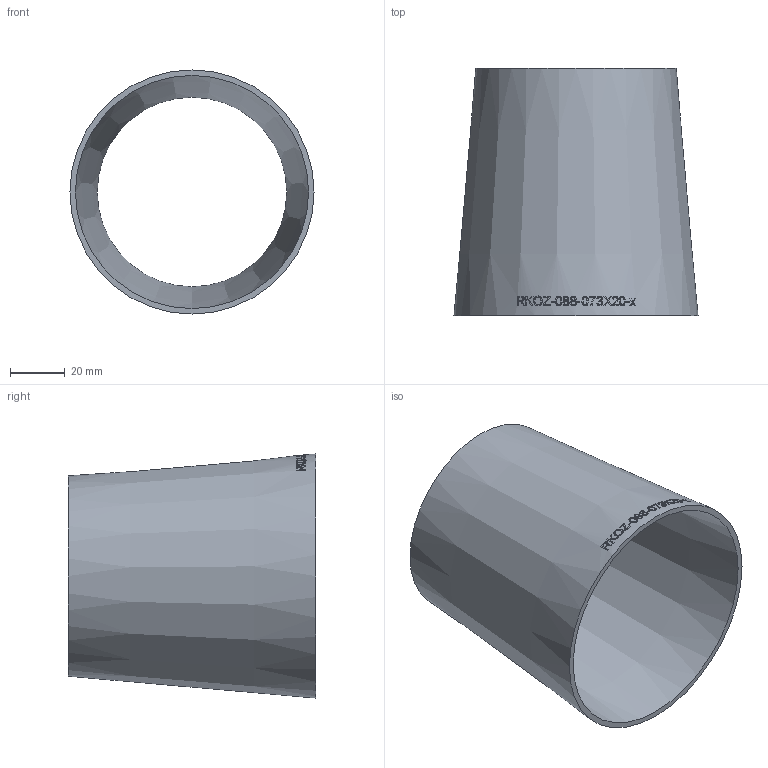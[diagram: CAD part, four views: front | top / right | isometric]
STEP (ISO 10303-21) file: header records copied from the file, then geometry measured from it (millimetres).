
FILE_DESCRIPTION (( 'STEP AP214' ), '1' );
FILE_NAME ('RKOZ-088-073X20-x Reduzierung aus Blech ISO-sonstige 2007.STEP', '2020-07-21T12:16:37', ( '' ), ( '' ), 'SwSTEP 2.0', 'SolidWorks 2019', '' );
FILE_SCHEMA (( 'AUTOMOTIVE_DESIGN' ));
Length unit declared in the file: millimetre
Products named in the file (1): RKOZ-088-073X20-x Reduzierung aus Blech ISO-sonstige 2007
Bounding box: 88.9 x 90 x 88.9 mm (x, y, z)
Volume: 44763.6 mm3; surface area: 45816 mm2
Topology: 1 solids, 1 shells, 224 faces, 588 edges, 392 vertices
Faces by surface type: bspline 194, cone 28, plane 2
Entity records: 29287 total; most frequent: CARTESIAN_POINT 23131, ORIENTED_EDGE 1172, EDGE_CURVE 586, B_SPLINE_CURVE_WITH_KNOTS 582, VERTEX_POINT 392, EDGE_LOOP 254, FACE_OUTER_BOUND 224, ADVANCED_FACE 224
